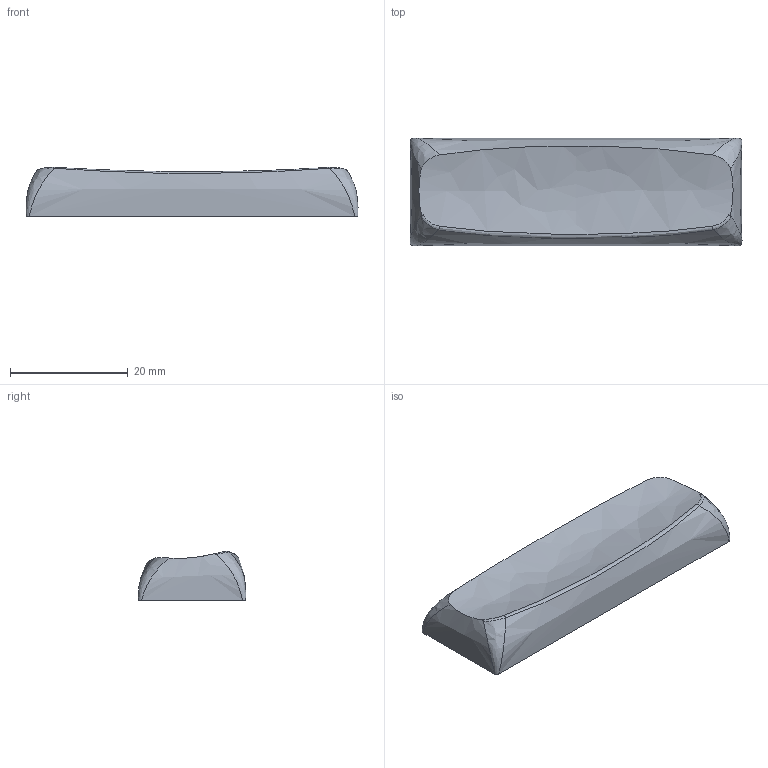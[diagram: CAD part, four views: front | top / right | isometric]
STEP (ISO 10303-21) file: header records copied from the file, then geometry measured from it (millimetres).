
FILE_DESCRIPTION(('Open CASCADE Model'),'2;1');
FILE_NAME('Open CASCADE Shape Model','2023-08-01T12:08:45',('Author'),( 'Open CASCADE'),'Open CASCADE STEP processor 7.7','Open CASCADE 7.7' ,'Unknown');
FILE_SCHEMA(('AUTOMOTIVE_DESIGN { 1 0 10303 214 1 1 1 1 }'));
Length unit declared in the file: millimetre
Products named in the file (1): Open CASCADE STEP translator 7.7 10
Bounding box: 56.37 x 18.3 x 8.36 mm (x, y, z)
Volume: 3727.9 mm3; surface area: 3628.7 mm2
Topology: 1 solids, 1 shells, 101 faces, 244 edges, 150 vertices
Faces by surface type: plane 80, bspline 18, cylinder 3
Full cylindrical faces by diameter (mm): 5.5 x3
Entity records: 8154 total; most frequent: CARTESIAN_POINT 3422, DIRECTION 799, LINE 598, VECTOR 598, ORIENTED_EDGE 484, PCURVE 484, DEFINITIONAL_REPRESENTATION 484, EDGE_CURVE 242
